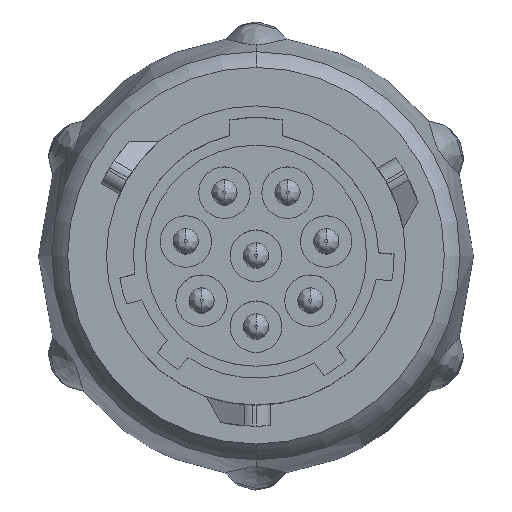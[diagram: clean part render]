
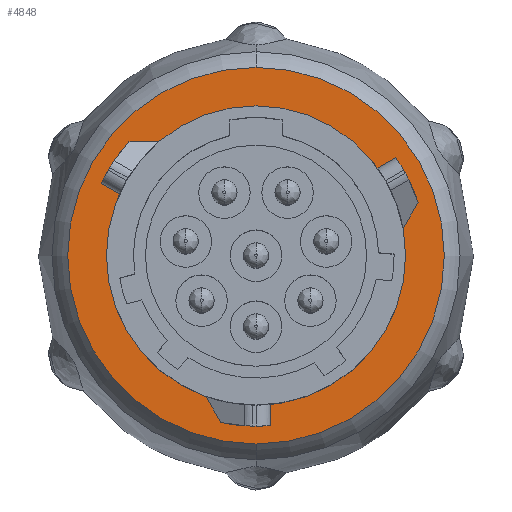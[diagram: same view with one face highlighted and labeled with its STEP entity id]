
A CAD part, top view. The second image highlights one B-rep face of the part: STEP entity #4848.
In plain terms, the highlighted planar face has unit normal (0, 0, 1).
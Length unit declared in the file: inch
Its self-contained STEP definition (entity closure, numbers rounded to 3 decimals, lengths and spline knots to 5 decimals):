
#1311=CARTESIAN_POINT('',(0.,0.,0.85236));
#1312=DIRECTION('',(0.,0.,1.));
#1313=DIRECTION('',(0.,1.,0.));
#1314=AXIS2_PLACEMENT_3D('',#1311,#1312,#1313);
#1316=CARTESIAN_POINT('',(0.,0.,0.85236));
#1317=DIRECTION('',(0.,0.,-1.));
#1318=DIRECTION('',(0.,1.,0.));
#1319=AXIS2_PLACEMENT_3D('',#1316,#1317,#1318);
#1344=CARTESIAN_POINT('',(0.,0.,0.85236));
#1345=DIRECTION('',(0.,0.,1.));
#1346=DIRECTION('',(0.,1.,0.));
#1347=AXIS2_PLACEMENT_3D('',#1344,#1345,#1346);
#1536=CARTESIAN_POINT('',(0.,0.,0.85236));
#1537=DIRECTION('',(0.,0.,-1.));
#1538=DIRECTION('',(0.,1.,0.));
#1539=AXIS2_PLACEMENT_3D('',#1536,#1537,#1538);
#3694=CARTESIAN_POINT('',(0.,0.46989,0.85236));
#3696=VERTEX_POINT('',#3694);
#3706=CARTESIAN_POINT('',(0.,-0.46989,0.85236));
#3708=VERTEX_POINT('',#3706);
#3809=CARTESIAN_POINT('',(0.,0.37323,0.85236));
#3811=VERTEX_POINT('',#3809);
#3815=CARTESIAN_POINT('',(0.,-0.37323,0.85236));
#3816=VERTEX_POINT('',#3815);
#4833=CARTESIAN_POINT('',(0.,0.,0.85236));
#4834=DIRECTION('',(0.,0.,-1.));
#4835=DIRECTION('',(0.,-1.,0.));
#4836=AXIS2_PLACEMENT_3D('',#4833,#4834,#4835);
#4837=PLANE('',#4836);
#4838=ORIENTED_EDGE('',*,*,#4826,.F.);
#4839=ORIENTED_EDGE('',*,*,#4815,.T.);
#4840=EDGE_LOOP('',(#4838,#4839));
#4841=FACE_OUTER_BOUND('',#4840,.F.);
#4843=ORIENTED_EDGE('',*,*,#4842,.T.);
#4845=ORIENTED_EDGE('',*,*,#4844,.F.);
#4846=EDGE_LOOP('',(#4843,#4845));
#4847=FACE_BOUND('',#4846,.F.);
#4848=ADVANCED_FACE('',(#4841,#4847),#4837,.F.);
#1315=CIRCLE('',#1314,0.46989);
#1320=CIRCLE('',#1319,0.46989);
#1348=CIRCLE('',#1347,0.37323);
#1540=CIRCLE('',#1539,0.37323);
#4815=EDGE_CURVE('',#3696,#3708,#1320,.T.);
#4826=EDGE_CURVE('',#3696,#3708,#1315,.T.);
#4842=EDGE_CURVE('',#3811,#3816,#1348,.T.);
#4844=EDGE_CURVE('',#3811,#3816,#1540,.T.);
